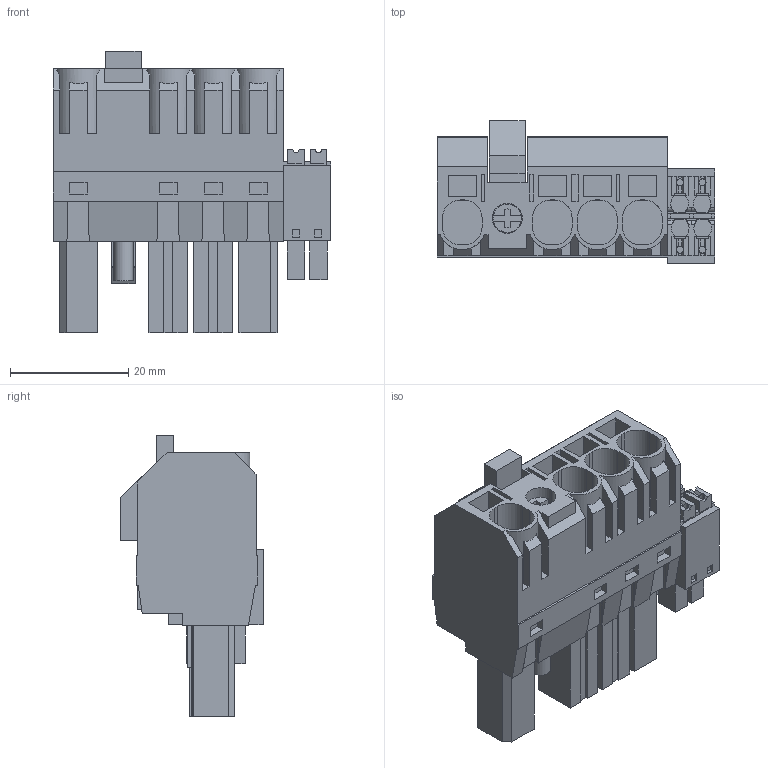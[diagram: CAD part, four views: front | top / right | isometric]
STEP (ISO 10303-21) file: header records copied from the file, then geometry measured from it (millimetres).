
FILE_DESCRIPTION(('CATIA V5 STEP Exchange','CAx-IF Rec.Pracs.--- Model Styling and Organization---1.4--- 2014-01-23'),'2;1');
FILE_NAME ('450493-3_0_2628510000_2628510000.stp','2023-09-07T12:54:13+00:00',('none'),('Weidmueller'),'CATIA Version 5-6 Release 2016 SP3 HF44','CATIA V5 STEP AP214','none');
FILE_SCHEMA(('AUTOMOTIVE_DESIGN { 1 0 10303 214 1 1 1 1 }'));
Length unit declared in the file: millimetre
Products named in the file (1): 2628510000
Bounding box: 47.03 x 24.13 x 47.7 mm (x, y, z)
Volume: 23316.1 mm3; surface area: 12472.8 mm2
Topology: 7 solids, 7 shells, 676 faces, 1891 edges, 1267 vertices
Faces by surface type: plane 610, cylinder 66
Entity records: 20602 total; most frequent: CARTESIAN_POINT 4068, ORIENTED_EDGE 3782, DIRECTION 2753, EDGE_CURVE 1891, VECTOR 1697, LINE 1697, VERTEX_POINT 1267, EDGE_LOOP 724
